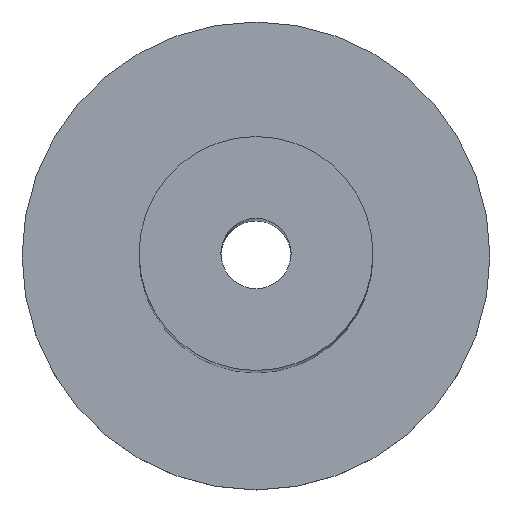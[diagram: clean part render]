
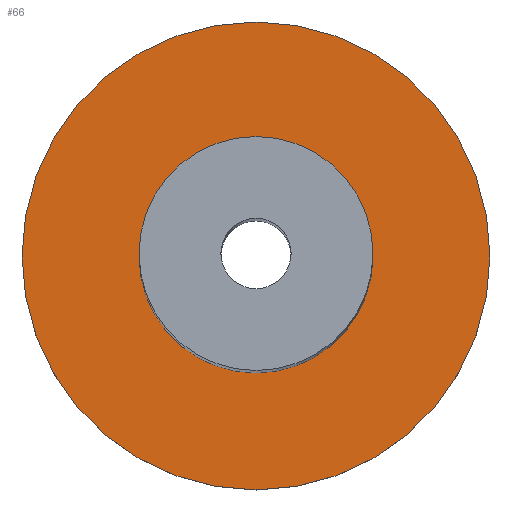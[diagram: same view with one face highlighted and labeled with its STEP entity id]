
A CAD part, top view. The second image highlights one B-rep face of the part: STEP entity #66.
In plain terms, the highlighted planar face has unit normal (0, 0, 1).
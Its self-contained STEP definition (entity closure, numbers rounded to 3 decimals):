
#20 = ORIENTED_EDGE ( 'NONE', *, *, #109, .T. ) ;
#26 = EDGE_CURVE ( 'NONE', #271, #132, #67, .T. ) ;
#28 = EDGE_LOOP ( 'NONE', ( #190, #146 ) ) ;
#40 = CIRCLE ( 'NONE', #195, 10. ) ;
#55 = CARTESIAN_POINT ( 'NONE',  ( 0., 0., 0. ) ) ;
#56 = EDGE_LOOP ( 'NONE', ( #20, #149 ) ) ;
#66 = ADVANCED_FACE ( 'NONE', ( #76, #154 ), #74, .F. ) ;
#67 = CIRCLE ( 'NONE', #175, 10. ) ;
#70 = CARTESIAN_POINT ( 'NONE',  ( -5., 0., 0. ) ) ;
#72 = VERTEX_POINT ( 'NONE', #183 ) ;
#74 = PLANE ( 'NONE',  #207 ) ;
#76 = FACE_OUTER_BOUND ( 'NONE', #28, .T. ) ;
#77 = DIRECTION ( 'NONE',  ( 0., 0., -1. ) ) ;
#100 = DIRECTION ( 'NONE',  ( 0., 0., -1. ) ) ;
#106 = EDGE_CURVE ( 'NONE', #132, #271, #40, .T. ) ;
#109 = EDGE_CURVE ( 'NONE', #258, #72, #290, .T. ) ;
#112 = EDGE_CURVE ( 'NONE', #72, #258, #214, .T. ) ;
#117 = CARTESIAN_POINT ( 'NONE',  ( 0., 0., 0. ) ) ;
#119 = DIRECTION ( 'NONE',  ( 0., 0., -1. ) ) ;
#129 = AXIS2_PLACEMENT_3D ( 'NONE', #272, #212, #181 ) ;
#132 = VERTEX_POINT ( 'NONE', #145 ) ;
#140 = DIRECTION ( 'NONE',  ( -1., 0., 0. ) ) ;
#145 = CARTESIAN_POINT ( 'NONE',  ( -10., 0., 0. ) ) ;
#146 = ORIENTED_EDGE ( 'NONE', *, *, #106, .F. ) ;
#149 = ORIENTED_EDGE ( 'NONE', *, *, #112, .T. ) ;
#154 = FACE_BOUND ( 'NONE', #56, .T. ) ;
#168 = DIRECTION ( 'NONE',  ( -1., 0., 0. ) ) ;
#173 = AXIS2_PLACEMENT_3D ( 'NONE', #55, #119, #140 ) ;
#175 = AXIS2_PLACEMENT_3D ( 'NONE', #251, #253, #280 ) ;
#181 = DIRECTION ( 'NONE',  ( -1., 0., 0. ) ) ;
#183 = CARTESIAN_POINT ( 'NONE',  ( 5., 0., 0. ) ) ;
#190 = ORIENTED_EDGE ( 'NONE', *, *, #26, .F. ) ;
#195 = AXIS2_PLACEMENT_3D ( 'NONE', #117, #77, #168 ) ;
#207 = AXIS2_PLACEMENT_3D ( 'NONE', #231, #100, #277 ) ;
#212 = DIRECTION ( 'NONE',  ( 0., 0., -1. ) ) ;
#214 = CIRCLE ( 'NONE', #173, 5. ) ;
#221 = CARTESIAN_POINT ( 'NONE',  ( 10., 0., 0. ) ) ;
#231 = CARTESIAN_POINT ( 'NONE',  ( 0., 0., 0. ) ) ;
#251 = CARTESIAN_POINT ( 'NONE',  ( 0., 0., 0. ) ) ;
#253 = DIRECTION ( 'NONE',  ( 0., 0., -1. ) ) ;
#258 = VERTEX_POINT ( 'NONE', #70 ) ;
#271 = VERTEX_POINT ( 'NONE', #221 ) ;
#272 = CARTESIAN_POINT ( 'NONE',  ( 0., 0., 0. ) ) ;
#277 = DIRECTION ( 'NONE',  ( -1., 0., 0. ) ) ;
#280 = DIRECTION ( 'NONE',  ( -1., 0., 0. ) ) ;
#290 = CIRCLE ( 'NONE', #129, 5. ) ;
